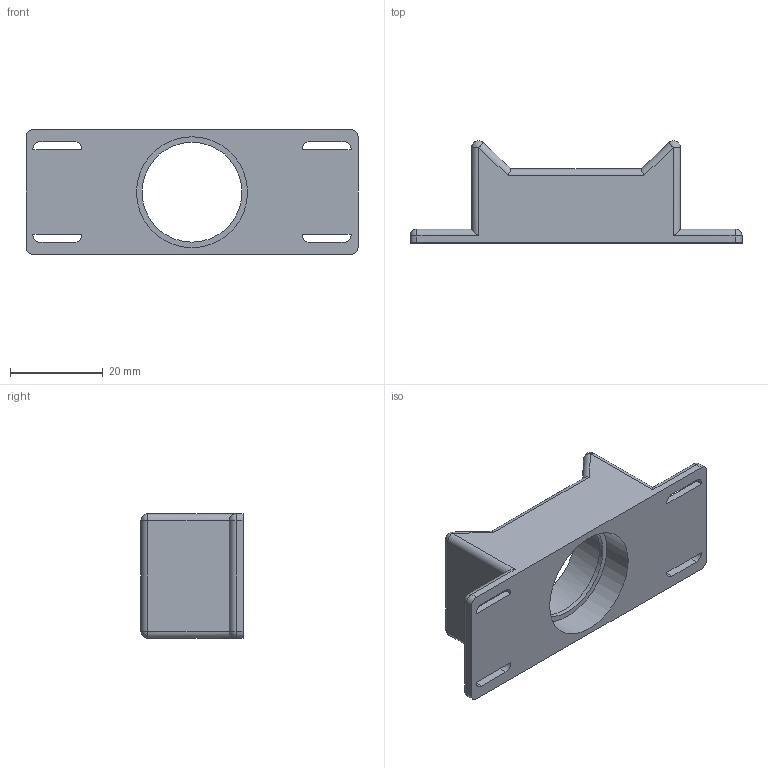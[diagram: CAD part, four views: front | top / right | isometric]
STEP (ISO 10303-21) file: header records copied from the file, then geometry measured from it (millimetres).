
FILE_DESCRIPTION((''),'2;1');
FILE_NAME('002251005_PZ_D02_1P_ASM','2021-05-11T',('marketing.praksa'),('Audax d.o.o.'),'CREO PARAMETRIC BY PTC INC, 2017480','CREO PARAMETRIC BY PTC INC, 2017480','');
FILE_SCHEMA(('AUTOMOTIVE_DESIGN { 1 0 10303 214 1 1 1 1 }'));
Products named in the file (6): PRT9494_1_1_1; PRT9494_1_2_1; PRT9494_1_3_1; PRT9494_1_ASM_1_ASM; PRT9495_1_1_1; 002251005_PZ_D02_1P_ASM
Assembly tree (5 placements, depth 3):
  002251005_PZ_D02_1P_ASM
    PRT9494_1_ASM_1_ASM
      PRT9494_1_1_1
      PRT9494_1_2_1
      PRT9494_1_3_1
    PRT9495_1_1_1
Bounding box: 71.5 x 22 x 26.8 mm (x, y, z)
Volume: 14349.1 mm3; surface area: 8051.9 mm2
Topology: 4 solids, 6 shells, 188 faces, 498 edges, 316 vertices
Faces by surface type: plane 94, cylinder 86, sphere 8
Entity records: 9159 total; most frequent: CARTESIAN_POINT 1182, DIRECTION 1015, ORIENTED_EDGE 984, PRESENTATION_STYLE_ASSIGNMENT 674, STYLED_ITEM 674, CURVE_STYLE 492, EDGE_CURVE 492, AXIS2_PLACEMENT_3D 349
